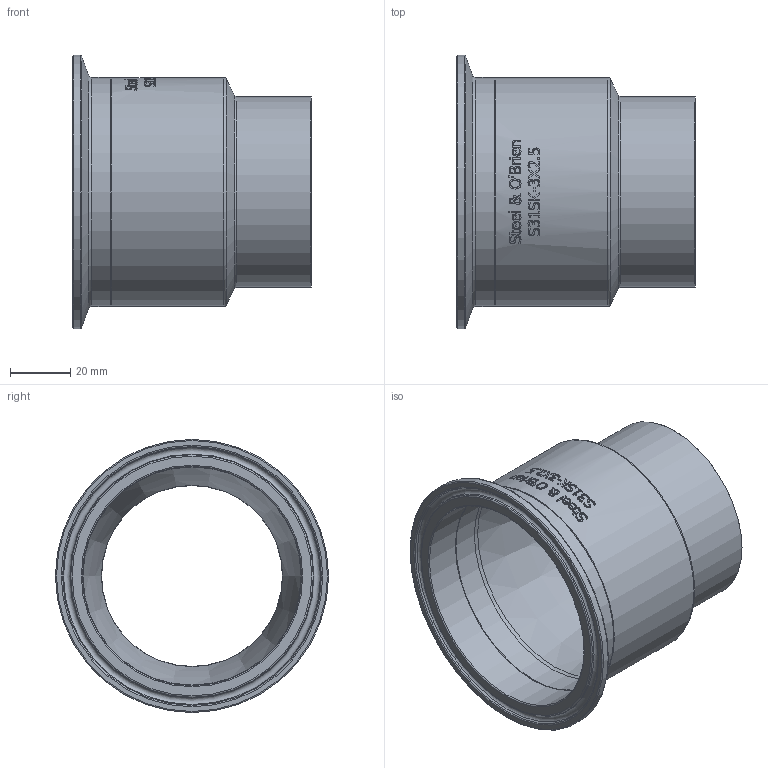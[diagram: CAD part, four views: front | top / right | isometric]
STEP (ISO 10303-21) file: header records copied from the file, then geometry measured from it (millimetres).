
FILE_DESCRIPTION(/* description */ (''),/* implementation_level */ '2;1');
FILE_NAME(/* name */ 'S31SK-3X25.stp',/* time_stamp */ '2018-11-29T14:45:57-05:00',/* author */ ('rick'),/* organization */ (''),/* preprocessor_version */ 'ST-DEVELOPER v15.2',/* originating_system */ 'Autodesk Inventor 2014',/* authorisation */ '');
FILE_SCHEMA (('AUTOMOTIVE_DESIGN { 1 0 10303 214 3 1 1 }'));
Length unit declared in the file: inch
Products named in the file (1): S31SK-3X25
Bounding box: 79.38 x 90.91 x 90.91 mm (x, y, z)
Volume: 57615.4 mm3; surface area: 39892.9 mm2
Topology: 1 solids, 1 shells, 438 faces, 1180 edges, 778 vertices
Faces by surface type: bspline 214, plane 162, cylinder 40, torus 17, cone 5
Full cylindrical faces by diameter (mm): 60.198 x1, 63.5 x1, 72.898 x2, 76.2 x2, 90.907 x1
Entity records: 17445 total; most frequent: CARTESIAN_POINT 7740, ORIENTED_EDGE 2302, DIRECTION 1391, EDGE_CURVE 1151, VERTEX_POINT 778, LINE 505, VECTOR 505, EDGE_LOOP 503
